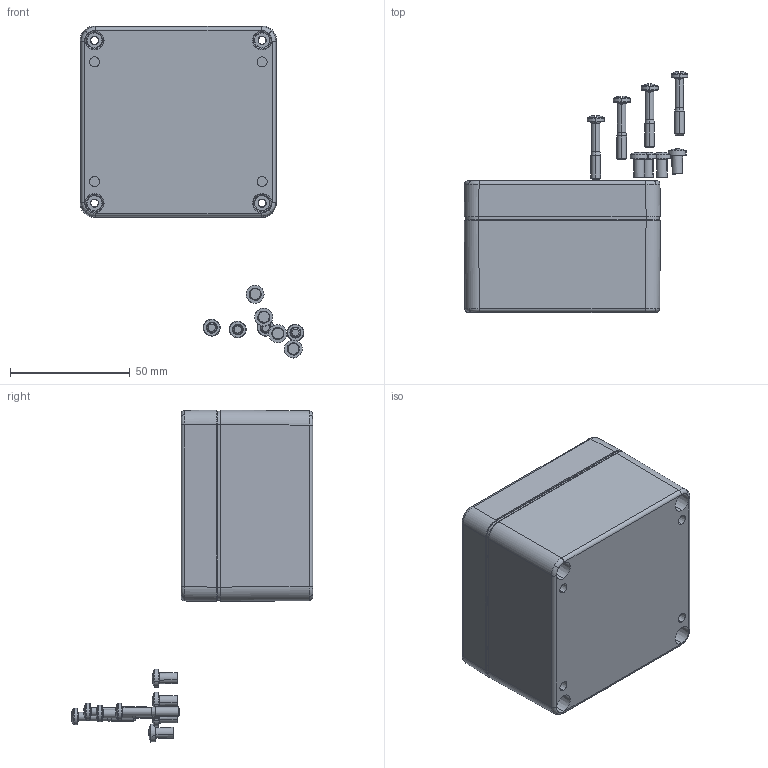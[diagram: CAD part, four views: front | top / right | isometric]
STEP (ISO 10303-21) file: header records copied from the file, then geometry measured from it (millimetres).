
FILE_DESCRIPTION(('FreeCAD Model'),'2;1');
FILE_NAME('828055.STEP', '2026-03-24T15:21:26',('Author'),(''), 'Open CASCADE STEP processor 7.3','FreeCAD','Unknown');
FILE_SCHEMA(('AUTOMOTIVE_DESIGN { 1 0 10303 214 1 1 1 1 }'));
Length unit declared in the file: millimetre
Products named in the file (9): 828055; 32091_Standard; 51005_Standard; 93214_WN1442_D4,5x7,011; 5200.009.0_Standard003; 31091_Standard001; 31090-Einpressbuchse_Standard003; 31091_Standard; 82002_im_Deckel_Typ_03.080806_eingebaut
Assembly tree (17 placements, depth 3):
  828055
    32091_Standard
    51005_Standard
      93214_WN1442_D4,5x7,011  x4
      5200.009.0_Standard003  x4
    31091_Standard001
      31090-Einpressbuchse_Standard003  x4
      31091_Standard
    82002_im_Deckel_Typ_03.080806_eingebaut
Bounding box: 93.42 x 100.83 x 138.68 mm (x, y, z)
Volume: 97971.8 mm3; surface area: 76638.1 mm2
Topology: 15 solids, 15 shells, 1492 faces, 3687 edges, 2263 vertices
Faces by surface type: plane 617, cylinder 295, bspline 244, cone 201, torus 119, revolution 8, sphere 8
Entity records: 43093 total; most frequent: CARTESIAN_POINT 19326, ORIENTED_EDGE 5122, DIRECTION 4431, EDGE_CURVE 2561, AXIS2_PLACEMENT_3D 1646, VERTEX_POINT 1549, LINE 1137, VECTOR 1137
